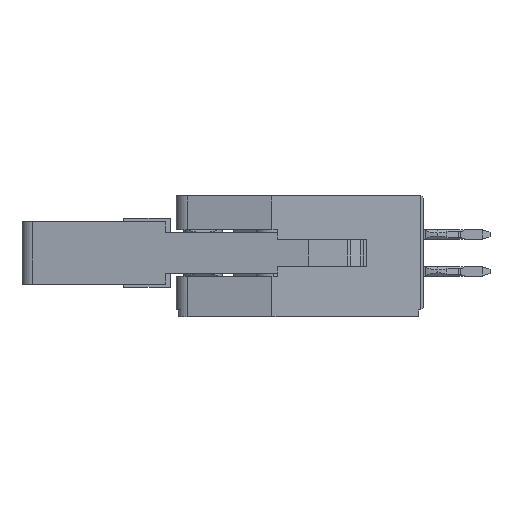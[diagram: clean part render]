
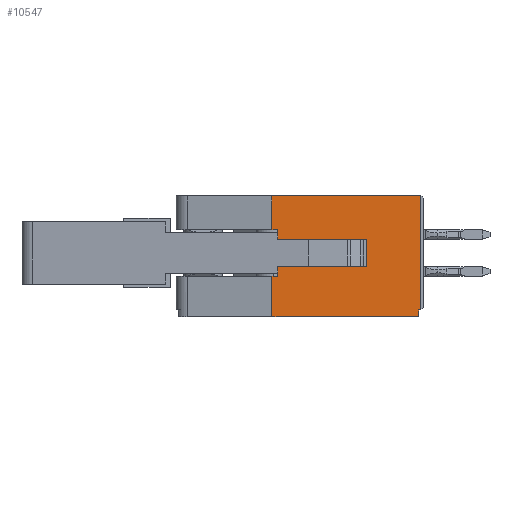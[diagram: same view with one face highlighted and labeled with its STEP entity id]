
A CAD part, left-side view. The second image highlights one B-rep face of the part: STEP entity #10547.
In plain terms, the highlighted planar face has unit normal (-1, 0, 0).
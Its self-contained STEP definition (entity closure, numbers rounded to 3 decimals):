
#7275=CARTESIAN_POINT('',(-24.482,0.409,3.769));
#7276=VERTEX_POINT('',#7275);
#7286=CARTESIAN_POINT('',(-24.482,-9.841,3.769));
#7287=VERTEX_POINT('',#7286);
#7288=CARTESIAN_POINT('',(-24.482,0.409,3.769));
#7289=CARTESIAN_POINT('',(-24.482,-1.641,3.769));
#7290=CARTESIAN_POINT('',(-24.482,-3.691,3.769));
#7291=CARTESIAN_POINT('',(-24.482,-5.741,3.769));
#7292=CARTESIAN_POINT('',(-24.482,-7.791,3.769));
#7293=CARTESIAN_POINT('',(-24.482,-9.841,3.769));
#7294=B_SPLINE_CURVE_WITH_KNOTS('',5,(#7288,#7289,#7290,#7291,#7292,#7293),.UNSPECIFIED.,.F.,.U.,(6,6),(0.,10.25),.UNSPECIFIED.);
#7295=EDGE_CURVE('',#7276,#7287,#7294,.T.);
#10384=CARTESIAN_POINT('',(-24.482,0.409,1.444));
#10385=VERTEX_POINT('',#10384);
#10395=CARTESIAN_POINT('',(-24.482,0.409,1.444));
#10396=CARTESIAN_POINT('',(-24.482,0.409,1.909));
#10397=CARTESIAN_POINT('',(-24.482,0.409,2.374));
#10398=CARTESIAN_POINT('',(-24.482,0.409,2.839));
#10399=CARTESIAN_POINT('',(-24.482,0.409,3.304));
#10400=CARTESIAN_POINT('',(-24.482,0.409,3.769));
#10401=B_SPLINE_CURVE_WITH_KNOTS('',5,(#10395,#10396,#10397,#10398,#10399,#10400),.UNSPECIFIED.,.F.,.U.,(6,6),(0.,2.325),.UNSPECIFIED.);
#10402=EDGE_CURVE('',#10385,#7276,#10401,.T.);
#10408=CARTESIAN_POINT('',(-24.482,-4.716,-0.381));
#10409=DIRECTION('',(0.,-1.,0.));
#10410=DIRECTION('',(-1.,0.,0.));
#10411=AXIS2_PLACEMENT_3D('',#10408,#10410,#10409);
#10412=PLANE('',#10411);
#10413=CARTESIAN_POINT('',(-24.482,-6.091,0.794));
#10414=VERTEX_POINT('',#10413);
#10415=CARTESIAN_POINT('',(-24.482,-6.091,-1.106));
#10416=VERTEX_POINT('',#10415);
#10417=CARTESIAN_POINT('',(-24.482,-6.091,0.794));
#10418=CARTESIAN_POINT('',(-24.482,-6.091,0.414));
#10419=CARTESIAN_POINT('',(-24.482,-6.091,0.034));
#10420=CARTESIAN_POINT('',(-24.482,-6.091,-0.346));
#10421=CARTESIAN_POINT('',(-24.482,-6.091,-0.726));
#10422=CARTESIAN_POINT('',(-24.482,-6.091,-1.106));
#10423=B_SPLINE_CURVE_WITH_KNOTS('',5,(#10417,#10418,#10419,#10420,#10421,#10422),.UNSPECIFIED.,.F.,.U.,(6,6),(0.,1.9),.UNSPECIFIED.);
#10424=EDGE_CURVE('',#10414,#10416,#10423,.T.);
#10425=ORIENTED_EDGE('',*,*,#10424,.T.);
#10426=CARTESIAN_POINT('',(-24.482,0.009,-1.106));
#10427=VERTEX_POINT('',#10426);
#10428=CARTESIAN_POINT('',(-24.482,-6.091,-1.106));
#10429=CARTESIAN_POINT('',(-24.482,-4.871,-1.106));
#10430=CARTESIAN_POINT('',(-24.482,-3.651,-1.106));
#10431=CARTESIAN_POINT('',(-24.482,-2.431,-1.106));
#10432=CARTESIAN_POINT('',(-24.482,-1.211,-1.106));
#10433=CARTESIAN_POINT('',(-24.482,0.009,-1.106));
#10434=B_SPLINE_CURVE_WITH_KNOTS('',5,(#10428,#10429,#10430,#10431,#10432,#10433),.UNSPECIFIED.,.F.,.U.,(6,6),(0.,6.1),.UNSPECIFIED.);
#10435=EDGE_CURVE('',#10416,#10427,#10434,.T.);
#10436=ORIENTED_EDGE('',*,*,#10435,.T.);
#10437=CARTESIAN_POINT('',(-24.482,0.009,-1.756));
#10438=VERTEX_POINT('',#10437);
#10439=CARTESIAN_POINT('',(-24.482,0.009,-1.106));
#10440=CARTESIAN_POINT('',(-24.482,0.009,-1.236));
#10441=CARTESIAN_POINT('',(-24.482,0.009,-1.366));
#10442=CARTESIAN_POINT('',(-24.482,0.009,-1.496));
#10443=CARTESIAN_POINT('',(-24.482,0.009,-1.626));
#10444=CARTESIAN_POINT('',(-24.482,0.009,-1.756));
#10445=B_SPLINE_CURVE_WITH_KNOTS('',5,(#10439,#10440,#10441,#10442,#10443,#10444),.UNSPECIFIED.,.F.,.U.,(6,6),(0.,0.65),.UNSPECIFIED.);
#10446=EDGE_CURVE('',#10427,#10438,#10445,.T.);
#10447=ORIENTED_EDGE('',*,*,#10446,.T.);
#10448=CARTESIAN_POINT('',(-24.482,0.409,-1.756));
#10449=VERTEX_POINT('',#10448);
#10450=CARTESIAN_POINT('',(-24.482,0.009,-1.756));
#10451=CARTESIAN_POINT('',(-24.482,0.089,-1.756));
#10452=CARTESIAN_POINT('',(-24.482,0.169,-1.756));
#10453=CARTESIAN_POINT('',(-24.482,0.249,-1.756));
#10454=CARTESIAN_POINT('',(-24.482,0.329,-1.756));
#10455=CARTESIAN_POINT('',(-24.482,0.409,-1.756));
#10456=B_SPLINE_CURVE_WITH_KNOTS('',5,(#10450,#10451,#10452,#10453,#10454,#10455),.UNSPECIFIED.,.F.,.U.,(6,6),(0.,0.4),.UNSPECIFIED.);
#10457=EDGE_CURVE('',#10438,#10449,#10456,.T.);
#10458=ORIENTED_EDGE('',*,*,#10457,.T.);
#10459=CARTESIAN_POINT('',(-24.482,0.409,-4.531));
#10460=VERTEX_POINT('',#10459);
#10461=CARTESIAN_POINT('',(-24.482,0.409,-1.756));
#10462=CARTESIAN_POINT('',(-24.482,0.409,-2.311));
#10463=CARTESIAN_POINT('',(-24.482,0.409,-2.866));
#10464=CARTESIAN_POINT('',(-24.482,0.409,-3.421));
#10465=CARTESIAN_POINT('',(-24.482,0.409,-3.976));
#10466=CARTESIAN_POINT('',(-24.482,0.409,-4.531));
#10467=B_SPLINE_CURVE_WITH_KNOTS('',5,(#10461,#10462,#10463,#10464,#10465,#10466),.UNSPECIFIED.,.F.,.U.,(6,6),(0.,2.775),.UNSPECIFIED.);
#10468=EDGE_CURVE('',#10449,#10460,#10467,.T.);
#10469=ORIENTED_EDGE('',*,*,#10468,.T.);
#10470=CARTESIAN_POINT('',(-24.482,-9.691,-4.531));
#10471=VERTEX_POINT('',#10470);
#10472=CARTESIAN_POINT('',(-24.482,0.409,-4.531));
#10473=CARTESIAN_POINT('',(-24.482,-1.611,-4.531));
#10474=CARTESIAN_POINT('',(-24.482,-3.631,-4.531));
#10475=CARTESIAN_POINT('',(-24.482,-5.651,-4.531));
#10476=CARTESIAN_POINT('',(-24.482,-7.671,-4.531));
#10477=CARTESIAN_POINT('',(-24.482,-9.691,-4.531));
#10478=B_SPLINE_CURVE_WITH_KNOTS('',5,(#10472,#10473,#10474,#10475,#10476,#10477),.UNSPECIFIED.,.F.,.U.,(6,6),(0.,10.1),.UNSPECIFIED.);
#10479=EDGE_CURVE('',#10460,#10471,#10478,.T.);
#10480=ORIENTED_EDGE('',*,*,#10479,.T.);
#10481=CARTESIAN_POINT('',(-24.482,-9.691,-4.081));
#10482=VERTEX_POINT('',#10481);
#10483=CARTESIAN_POINT('',(-24.482,-9.691,-4.531));
#10484=CARTESIAN_POINT('',(-24.482,-9.691,-4.441));
#10485=CARTESIAN_POINT('',(-24.482,-9.691,-4.351));
#10486=CARTESIAN_POINT('',(-24.482,-9.691,-4.261));
#10487=CARTESIAN_POINT('',(-24.482,-9.691,-4.171));
#10488=CARTESIAN_POINT('',(-24.482,-9.691,-4.081));
#10489=B_SPLINE_CURVE_WITH_KNOTS('',5,(#10483,#10484,#10485,#10486,#10487,#10488),.UNSPECIFIED.,.F.,.U.,(6,6),(0.,0.45),.UNSPECIFIED.);
#10490=EDGE_CURVE('',#10471,#10482,#10489,.T.);
#10491=ORIENTED_EDGE('',*,*,#10490,.T.);
#10492=CARTESIAN_POINT('',(-24.482,-9.841,-4.081));
#10493=VERTEX_POINT('',#10492);
#10494=CARTESIAN_POINT('',(-24.482,-9.691,-4.081));
#10495=CARTESIAN_POINT('',(-24.482,-9.721,-4.081));
#10496=CARTESIAN_POINT('',(-24.482,-9.751,-4.081));
#10497=CARTESIAN_POINT('',(-24.482,-9.781,-4.081));
#10498=CARTESIAN_POINT('',(-24.482,-9.811,-4.081));
#10499=CARTESIAN_POINT('',(-24.482,-9.841,-4.081));
#10500=B_SPLINE_CURVE_WITH_KNOTS('',5,(#10494,#10495,#10496,#10497,#10498,#10499),.UNSPECIFIED.,.F.,.U.,(6,6),(0.,0.15),.UNSPECIFIED.);
#10501=EDGE_CURVE('',#10482,#10493,#10500,.T.);
#10502=ORIENTED_EDGE('',*,*,#10501,.T.);
#10503=CARTESIAN_POINT('',(-24.482,-9.841,-4.081));
#10504=CARTESIAN_POINT('',(-24.482,-9.841,-2.511));
#10505=CARTESIAN_POINT('',(-24.482,-9.841,-0.941));
#10506=CARTESIAN_POINT('',(-24.482,-9.841,0.629));
#10507=CARTESIAN_POINT('',(-24.482,-9.841,2.199));
#10508=CARTESIAN_POINT('',(-24.482,-9.841,3.769));
#10509=B_SPLINE_CURVE_WITH_KNOTS('',5,(#10503,#10504,#10505,#10506,#10507,#10508),.UNSPECIFIED.,.F.,.U.,(6,6),(0.,7.85),.UNSPECIFIED.);
#10510=EDGE_CURVE('',#10493,#7287,#10509,.T.);
#10511=ORIENTED_EDGE('',*,*,#10510,.T.);
#10512=ORIENTED_EDGE('',*,*,#7295,.F.);
#10513=ORIENTED_EDGE('',*,*,#10402,.F.);
#10514=CARTESIAN_POINT('',(-24.482,0.009,1.444));
#10515=VERTEX_POINT('',#10514);
#10516=CARTESIAN_POINT('',(-24.482,0.409,1.444));
#10517=CARTESIAN_POINT('',(-24.482,0.329,1.444));
#10518=CARTESIAN_POINT('',(-24.482,0.249,1.444));
#10519=CARTESIAN_POINT('',(-24.482,0.169,1.444));
#10520=CARTESIAN_POINT('',(-24.482,0.089,1.444));
#10521=CARTESIAN_POINT('',(-24.482,0.009,1.444));
#10522=B_SPLINE_CURVE_WITH_KNOTS('',5,(#10516,#10517,#10518,#10519,#10520,#10521),.UNSPECIFIED.,.F.,.U.,(6,6),(0.,0.4),.UNSPECIFIED.);
#10523=EDGE_CURVE('',#10385,#10515,#10522,.T.);
#10524=ORIENTED_EDGE('',*,*,#10523,.T.);
#10525=CARTESIAN_POINT('',(-24.482,0.009,0.794));
#10526=VERTEX_POINT('',#10525);
#10527=CARTESIAN_POINT('',(-24.482,0.009,1.444));
#10528=CARTESIAN_POINT('',(-24.482,0.009,1.314));
#10529=CARTESIAN_POINT('',(-24.482,0.009,1.184));
#10530=CARTESIAN_POINT('',(-24.482,0.009,1.054));
#10531=CARTESIAN_POINT('',(-24.482,0.009,0.924));
#10532=CARTESIAN_POINT('',(-24.482,0.009,0.794));
#10533=B_SPLINE_CURVE_WITH_KNOTS('',5,(#10527,#10528,#10529,#10530,#10531,#10532),.UNSPECIFIED.,.F.,.U.,(6,6),(0.,0.65),.UNSPECIFIED.);
#10534=EDGE_CURVE('',#10515,#10526,#10533,.T.);
#10535=ORIENTED_EDGE('',*,*,#10534,.T.);
#10536=CARTESIAN_POINT('',(-24.482,0.009,0.794));
#10537=CARTESIAN_POINT('',(-24.482,-1.211,0.794));
#10538=CARTESIAN_POINT('',(-24.482,-2.431,0.794));
#10539=CARTESIAN_POINT('',(-24.482,-3.651,0.794));
#10540=CARTESIAN_POINT('',(-24.482,-4.871,0.794));
#10541=CARTESIAN_POINT('',(-24.482,-6.091,0.794));
#10542=B_SPLINE_CURVE_WITH_KNOTS('',5,(#10536,#10537,#10538,#10539,#10540,#10541),.UNSPECIFIED.,.F.,.U.,(6,6),(0.,6.1),.UNSPECIFIED.);
#10543=EDGE_CURVE('',#10526,#10414,#10542,.T.);
#10544=ORIENTED_EDGE('',*,*,#10543,.T.);
#10545=EDGE_LOOP('',(#10425,#10436,#10447,#10458,#10469,#10480,#10491,#10502,#10511,#10512,#10513,#10524,#10535,#10544));
#10546=FACE_OUTER_BOUND('',#10545,.T.);
#10547=ADVANCED_FACE('',(#10546),#10412,.T.);
